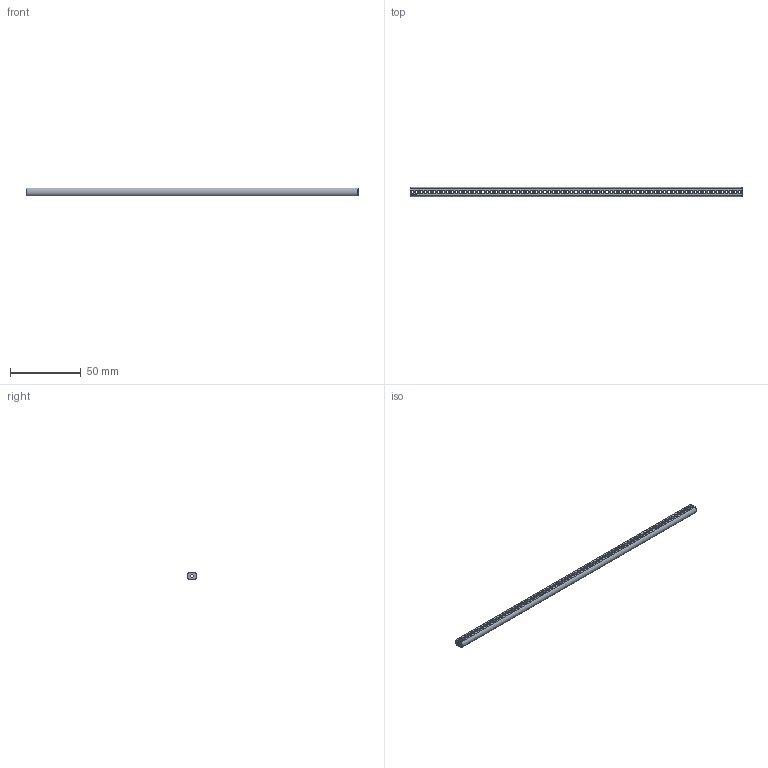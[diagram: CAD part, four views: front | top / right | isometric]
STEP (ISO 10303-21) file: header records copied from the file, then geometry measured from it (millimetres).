
FILE_DESCRIPTION(('FreeCAD Model'),'2;1');
FILE_NAME('Open CASCADE Shape Model','2024-06-18T15:34:00',(''),(''), 'Open CASCADE STEP processor 7.6','FreeCAD','Unknown');
FILE_SCHEMA(('AUTOMOTIVE_DESIGN { 1 0 10303 214 1 1 1 1 }'));
Length unit declared in the file: millimetre
Products named in the file (1): Shaft IDX BU18.75 - SPN-SFT-0195 (stemfie.org)
Bounding box: 234.38 x 6.6 x 5 mm (x, y, z)
Volume: 5349.4 mm3; surface area: 6734.7 mm2
Topology: 1 solids, 1 shells, 861 faces, 2641 edges, 1658 vertices
Faces by surface type: plane 315, cylinder 228, extrusion 164, cone 154
Full cylindrical faces by diameter (mm): 2 x226
Entity records: 30331 total; most frequent: CARTESIAN_POINT 6145, ORIENTED_EDGE 5282, DIRECTION 4799, EDGE_CURVE 2641, VERTEX_POINT 1658, AXIS2_PLACEMENT_3D 1624, VECTOR 1551, LINE 1387
